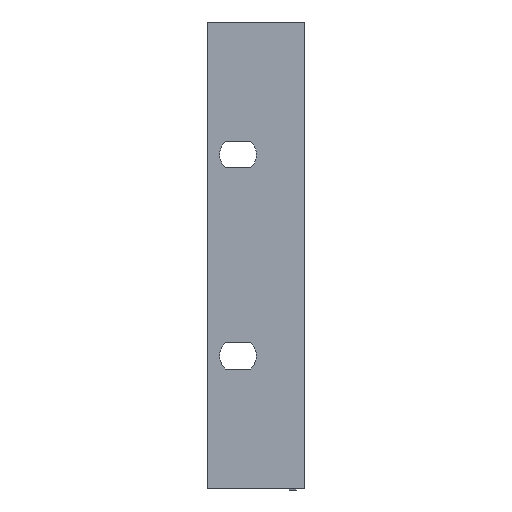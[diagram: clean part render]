
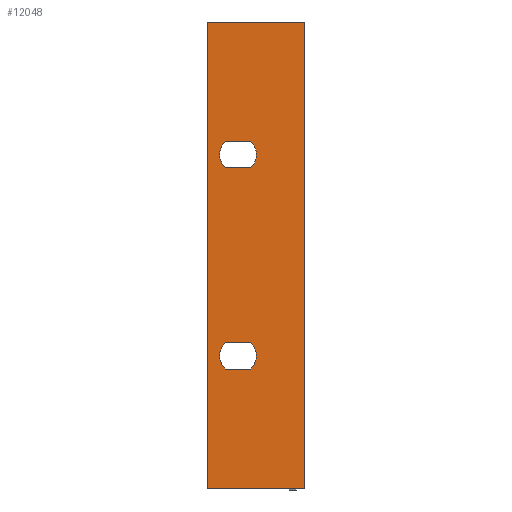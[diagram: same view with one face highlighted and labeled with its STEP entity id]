
A CAD part, top view. The second image highlights one B-rep face of the part: STEP entity #12048.
In plain terms, the highlighted planar face has unit normal (0, 0, 1).
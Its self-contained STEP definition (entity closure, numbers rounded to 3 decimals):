
#338=CIRCLE('',#12776,5.2);
#340=CIRCLE('',#12780,5.2);
#342=CIRCLE('',#12784,5.2);
#344=CIRCLE('',#12788,5.2);
#694=FACE_BOUND('',#1782,.T.);
#695=FACE_BOUND('',#1783,.T.);
#1052=FACE_OUTER_BOUND('',#1781,.T.);
#1781=EDGE_LOOP('',(#9291,#9292,#9293,#9294));
#1782=EDGE_LOOP('',(#9295,#9296,#9297,#9298));
#1783=EDGE_LOOP('',(#9299,#9300,#9301,#9302));
#2340=LINE('',#17122,#3669);
#2936=LINE('',#18622,#4265);
#2939=LINE('',#18631,#4268);
#2944=LINE('',#18646,#4273);
#2947=LINE('',#18655,#4276);
#3046=LINE('',#18973,#4375);
#3047=LINE('',#18976,#4376);
#3048=LINE('',#18977,#4377);
#3669=VECTOR('',#13655,27.8);
#4265=VECTOR('',#14853,7.205);
#4268=VECTOR('',#14864,7.205);
#4273=VECTOR('',#14877,7.205);
#4276=VECTOR('',#14888,7.205);
#4375=VECTOR('',#15219,132.55);
#4376=VECTOR('',#15222,27.8);
#4377=VECTOR('',#15223,132.55);
#4974=VERTEX_POINT('',#17119);
#4975=VERTEX_POINT('',#17121);
#5574=VERTEX_POINT('',#18610);
#5576=VERTEX_POINT('',#18614);
#5578=VERTEX_POINT('',#18620);
#5580=VERTEX_POINT('',#18626);
#5582=VERTEX_POINT('',#18634);
#5584=VERTEX_POINT('',#18638);
#5586=VERTEX_POINT('',#18644);
#5588=VERTEX_POINT('',#18650);
#5691=VERTEX_POINT('',#18971);
#5692=VERTEX_POINT('',#18975);
#6177=EDGE_CURVE('',#4975,#4974,#2340,.T.);
#6908=EDGE_CURVE('',#5574,#5576,#338,.T.);
#6911=EDGE_CURVE('',#5576,#5578,#2936,.T.);
#6914=EDGE_CURVE('',#5578,#5580,#340,.T.);
#6916=EDGE_CURVE('',#5580,#5574,#2939,.T.);
#6920=EDGE_CURVE('',#5582,#5584,#342,.T.);
#6923=EDGE_CURVE('',#5584,#5586,#2944,.T.);
#6926=EDGE_CURVE('',#5586,#5588,#344,.T.);
#6928=EDGE_CURVE('',#5588,#5582,#2947,.T.);
#7086=EDGE_CURVE('',#4974,#5691,#3046,.T.);
#7087=EDGE_CURVE('',#5691,#5692,#3047,.T.);
#7088=EDGE_CURVE('',#5692,#4975,#3048,.T.);
#9291=ORIENTED_EDGE('',*,*,#7087,.T.);
#9292=ORIENTED_EDGE('',*,*,#7088,.T.);
#9293=ORIENTED_EDGE('',*,*,#6177,.T.);
#9294=ORIENTED_EDGE('',*,*,#7086,.T.);
#9295=ORIENTED_EDGE('',*,*,#6916,.T.);
#9296=ORIENTED_EDGE('',*,*,#6908,.T.);
#9297=ORIENTED_EDGE('',*,*,#6911,.T.);
#9298=ORIENTED_EDGE('',*,*,#6914,.T.);
#9299=ORIENTED_EDGE('',*,*,#6928,.T.);
#9300=ORIENTED_EDGE('',*,*,#6920,.T.);
#9301=ORIENTED_EDGE('',*,*,#6923,.T.);
#9302=ORIENTED_EDGE('',*,*,#6926,.T.);
#11531=PLANE('',#12906);
#12048=ADVANCED_FACE('',(#1052,#694,#695),#11531,.T.);
#12776=AXIS2_PLACEMENT_3D('',#18616,#14847,#14848);
#12780=AXIS2_PLACEMENT_3D('',#18628,#14859,#14860);
#12784=AXIS2_PLACEMENT_3D('',#18640,#14871,#14872);
#12788=AXIS2_PLACEMENT_3D('',#18652,#14883,#14884);
#12906=AXIS2_PLACEMENT_3D('',#18974,#15220,#15221);
#13655=DIRECTION('',(-1.,0.,0.));
#14847=DIRECTION('center_axis',(0.,0.,-1.));
#14848=DIRECTION('ref_axis',(-0.693,-0.721,0.));
#14853=DIRECTION('',(1.,0.,0.));
#14859=DIRECTION('center_axis',(0.,0.,-1.));
#14860=DIRECTION('ref_axis',(0.693,0.721,0.));
#14864=DIRECTION('',(-1.,0.,0.));
#14871=DIRECTION('center_axis',(0.,0.,-1.));
#14872=DIRECTION('ref_axis',(-0.693,-0.721,0.));
#14877=DIRECTION('',(1.,0.,0.));
#14883=DIRECTION('center_axis',(0.,0.,-1.));
#14884=DIRECTION('ref_axis',(0.693,0.721,0.));
#14888=DIRECTION('',(-1.,0.,0.));
#15219=DIRECTION('',(0.,-1.,0.));
#15220=DIRECTION('center_axis',(0.,0.,1.));
#15221=DIRECTION('ref_axis',(1.,0.,0.));
#15222=DIRECTION('',(1.,0.,0.));
#15223=DIRECTION('',(0.,1.,0.));
#17119=CARTESIAN_POINT('',(-13.9,66.275,179.25));
#17121=CARTESIAN_POINT('',(13.9,66.275,179.25));
#17122=CARTESIAN_POINT('',(13.9,66.275,179.25));
#18610=CARTESIAN_POINT('',(-8.702,24.825,179.25));
#18614=CARTESIAN_POINT('',(-8.702,32.325,179.25));
#18616=CARTESIAN_POINT('Origin',(-5.1,28.575,179.25));
#18620=CARTESIAN_POINT('',(-1.498,32.325,179.25));
#18622=CARTESIAN_POINT('',(-8.702,32.325,179.25));
#18626=CARTESIAN_POINT('',(-1.498,24.825,179.25));
#18628=CARTESIAN_POINT('Origin',(-5.1,28.575,179.25));
#18631=CARTESIAN_POINT('',(-1.498,24.825,179.25));
#18634=CARTESIAN_POINT('',(-8.702,-32.325,179.25));
#18638=CARTESIAN_POINT('',(-8.702,-24.825,179.25));
#18640=CARTESIAN_POINT('Origin',(-5.1,-28.575,179.25));
#18644=CARTESIAN_POINT('',(-1.498,-24.825,179.25));
#18646=CARTESIAN_POINT('',(-8.702,-24.825,179.25));
#18650=CARTESIAN_POINT('',(-1.498,-32.325,179.25));
#18652=CARTESIAN_POINT('Origin',(-5.1,-28.575,179.25));
#18655=CARTESIAN_POINT('',(-1.498,-32.325,179.25));
#18971=CARTESIAN_POINT('',(-13.9,-66.275,179.25));
#18973=CARTESIAN_POINT('',(-13.9,66.275,179.25));
#18974=CARTESIAN_POINT('Origin',(0.,0.,
179.25));
#18975=CARTESIAN_POINT('',(13.9,-66.275,179.25));
#18976=CARTESIAN_POINT('',(-13.9,-66.275,179.25));
#18977=CARTESIAN_POINT('',(13.9,-66.275,179.25));
